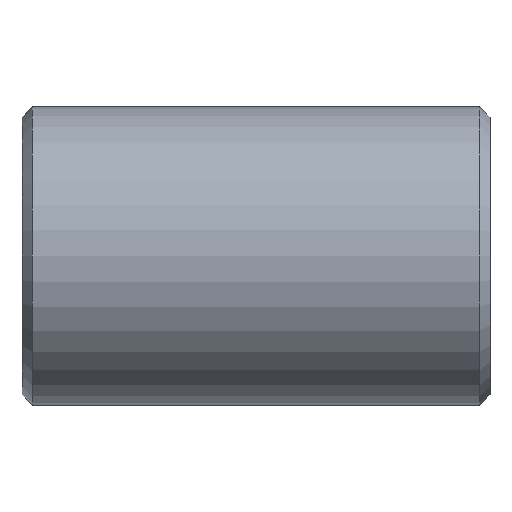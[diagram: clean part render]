
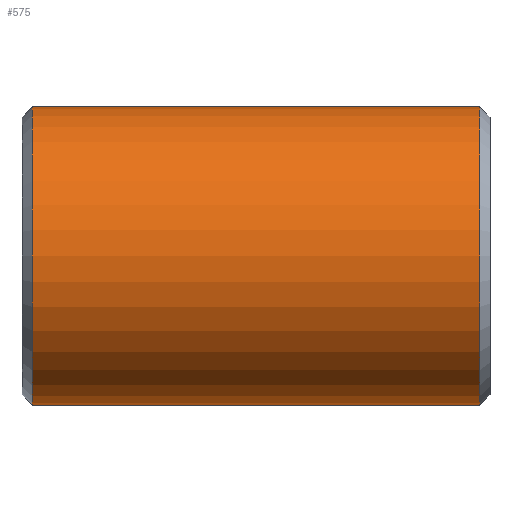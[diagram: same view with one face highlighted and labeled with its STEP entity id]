
A CAD part, front view. The second image highlights one B-rep face of the part: STEP entity #575.
In plain terms, the highlighted cylindrical face has radius 161.925 mm (diameter 323.85 mm), a partial arc.
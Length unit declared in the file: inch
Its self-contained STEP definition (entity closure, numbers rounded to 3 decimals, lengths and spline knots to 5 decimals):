
#12 = DIRECTION ( 'NONE',  ( 0., 0., -1. ) ) ;
#16 = CARTESIAN_POINT ( 'NONE',  ( 10., 0., -6.375 ) ) ;
#44 = DIRECTION ( 'NONE',  ( -1., 0., 0. ) ) ;
#52 = CARTESIAN_POINT ( 'NONE',  ( 9.56267, 0., 6.375 ) ) ;
#72 = CARTESIAN_POINT ( 'NONE',  ( 9.56267, 0., -6.375 ) ) ;
#81 = CARTESIAN_POINT ( 'NONE',  ( 9.56267, 0., 0. ) ) ;
#106 = CARTESIAN_POINT ( 'NONE',  ( 10., 0., 0. ) ) ;
#122 = ORIENTED_EDGE ( 'NONE', *, *, #384, .T. ) ;
#142 = AXIS2_PLACEMENT_3D ( 'NONE', #106, #44, #794 ) ;
#143 = LINE ( 'NONE', #16, #394 ) ;
#168 = CARTESIAN_POINT ( 'NONE',  ( -9.56267, 0., -6.375 ) ) ;
#192 = CIRCLE ( 'NONE', #657, 6.375 ) ;
#254 = VERTEX_POINT ( 'NONE', #52 ) ;
#275 = DIRECTION ( 'NONE',  ( 1., 0., 0. ) ) ;
#314 = VERTEX_POINT ( 'NONE', #72 ) ;
#319 = CIRCLE ( 'NONE', #342, 6.375 ) ;
#334 = DIRECTION ( 'NONE',  ( 0., 0., 1. ) ) ;
#342 = AXIS2_PLACEMENT_3D ( 'NONE', #81, #782, #12 ) ;
#348 = DIRECTION ( 'NONE',  ( -1., 0., 0. ) ) ;
#356 = CARTESIAN_POINT ( 'NONE',  ( -9.56267, 0., 6.375 ) ) ;
#384 = EDGE_CURVE ( 'NONE', #314, #254, #319, .T. ) ;
#394 = VECTOR ( 'NONE', #708, 39.37008 ) ;
#402 = ORIENTED_EDGE ( 'NONE', *, *, #773, .F. ) ;
#414 = CARTESIAN_POINT ( 'NONE',  ( -9.56267, 0., 0. ) ) ;
#443 = VERTEX_POINT ( 'NONE', #356 ) ;
#455 = EDGE_LOOP ( 'NONE', ( #402, #122, #654, #684 ) ) ;
#508 = VECTOR ( 'NONE', #348, 39.37008 ) ;
#525 = CARTESIAN_POINT ( 'NONE',  ( 10., 0., 6.375 ) ) ;
#547 = FACE_OUTER_BOUND ( 'NONE', #455, .T. ) ;
#575 = ADVANCED_FACE ( 'NONE', ( #547 ), #672, .T. ) ;
#581 = VERTEX_POINT ( 'NONE', #168 ) ;
#598 = EDGE_CURVE ( 'NONE', #443, #581, #192, .T. ) ;
#615 = EDGE_CURVE ( 'NONE', #254, #443, #714, .T. ) ;
#654 = ORIENTED_EDGE ( 'NONE', *, *, #615, .T. ) ;
#657 = AXIS2_PLACEMENT_3D ( 'NONE', #414, #275, #334 ) ;
#672 = CYLINDRICAL_SURFACE ( 'NONE', #142, 6.375 ) ;
#684 = ORIENTED_EDGE ( 'NONE', *, *, #598, .T. ) ;
#708 = DIRECTION ( 'NONE',  ( -1., 0., 0. ) ) ;
#714 = LINE ( 'NONE', #525, #508 ) ;
#773 = EDGE_CURVE ( 'NONE', #314, #581, #143, .T. ) ;
#782 = DIRECTION ( 'NONE',  ( -1., 0., 0. ) ) ;
#794 = DIRECTION ( 'NONE',  ( 0., 0., 1. ) ) ;
